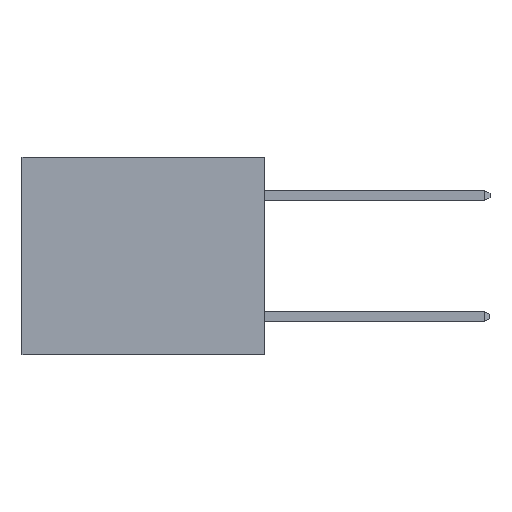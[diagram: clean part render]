
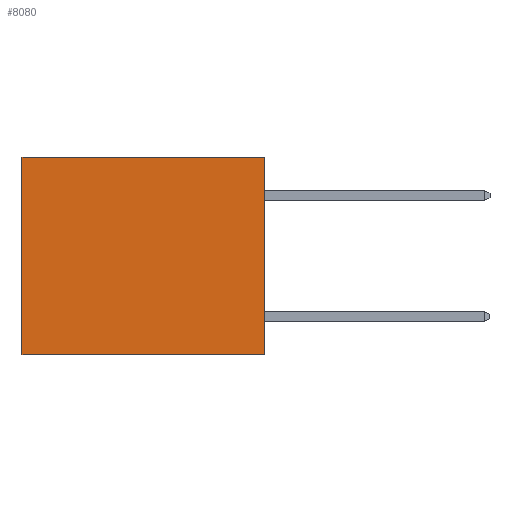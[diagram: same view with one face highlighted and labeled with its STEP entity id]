
A CAD part, left-side view. The second image highlights one B-rep face of the part: STEP entity #8080.
In plain terms, the highlighted planar face has unit normal (-1, 0, 0).
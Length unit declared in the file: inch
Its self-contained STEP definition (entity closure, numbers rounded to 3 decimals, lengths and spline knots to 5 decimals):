
#66 = PLANE ( 'NONE',  #304 ) ;
#304 = AXIS2_PLACEMENT_3D ( 'NONE', #11382, #3506, #6817 ) ;
#1127 = EDGE_CURVE ( 'NONE', #13760, #11891, #8002, .T. ) ;
#1568 = CARTESIAN_POINT ( 'NONE',  ( 0.3165, 0.6, 0. ) ) ;
#1676 = VECTOR ( 'NONE', #5545, 39.37008 ) ;
#2979 = DIRECTION ( 'NONE',  ( 0., 0., -1. ) ) ;
#3026 = EDGE_CURVE ( 'NONE', #11891, #13597, #12301, .T. ) ;
#3506 = DIRECTION ( 'NONE',  ( 1., 0., 0. ) ) ;
#3935 = CARTESIAN_POINT ( 'NONE',  ( 0.3165, 0., -0.49 ) ) ;
#4662 = VECTOR ( 'NONE', #2979, 39.37008 ) ;
#5216 = CARTESIAN_POINT ( 'NONE',  ( 0.3165, 0., -0.49 ) ) ;
#5545 = DIRECTION ( 'NONE',  ( 0., 0., -1. ) ) ;
#6337 = VECTOR ( 'NONE', #14183, 39.37008 ) ;
#6734 = EDGE_CURVE ( 'NONE', #13760, #12444, #11255, .T. ) ;
#6777 = CARTESIAN_POINT ( 'NONE',  ( 0.3165, 0.6, -0.49 ) ) ;
#6817 = DIRECTION ( 'NONE',  ( 0., 0., -1. ) ) ;
#6840 = EDGE_CURVE ( 'NONE', #12444, #13597, #13740, .T. ) ;
#7600 = CARTESIAN_POINT ( 'NONE',  ( 0.3165, 0.6, -0.49 ) ) ;
#8002 = LINE ( 'NONE', #8552, #4662 ) ;
#8080 = ADVANCED_FACE ( 'NONE', ( #12097 ), #66, .F. ) ;
#8552 = CARTESIAN_POINT ( 'NONE',  ( 0.3165, 0., -0.49 ) ) ;
#8705 = ORIENTED_EDGE ( 'NONE', *, *, #6734, .T. ) ;
#9720 = DIRECTION ( 'NONE',  ( 0., 1., 0. ) ) ;
#10154 = EDGE_LOOP ( 'NONE', ( #12815, #10311, #12859, #8705 ) ) ;
#10311 = ORIENTED_EDGE ( 'NONE', *, *, #3026, .F. ) ;
#11255 = LINE ( 'NONE', #14360, #14394 ) ;
#11382 = CARTESIAN_POINT ( 'NONE',  ( 0.3165, 0., -0.49 ) ) ;
#11891 = VERTEX_POINT ( 'NONE', #3935 ) ;
#12097 = FACE_OUTER_BOUND ( 'NONE', #10154, .T. ) ;
#12301 = LINE ( 'NONE', #5216, #6337 ) ;
#12444 = VERTEX_POINT ( 'NONE', #1568 ) ;
#12505 = CARTESIAN_POINT ( 'NONE',  ( 0.3165, 0., 0. ) ) ;
#12815 = ORIENTED_EDGE ( 'NONE', *, *, #6840, .T. ) ;
#12859 = ORIENTED_EDGE ( 'NONE', *, *, #1127, .F. ) ;
#13597 = VERTEX_POINT ( 'NONE', #7600 ) ;
#13740 = LINE ( 'NONE', #6777, #1676 ) ;
#13760 = VERTEX_POINT ( 'NONE', #12505 ) ;
#14183 = DIRECTION ( 'NONE',  ( 0., 1., 0. ) ) ;
#14360 = CARTESIAN_POINT ( 'NONE',  ( 0.3165, 0., 0. ) ) ;
#14394 = VECTOR ( 'NONE', #9720, 39.37008 ) ;
